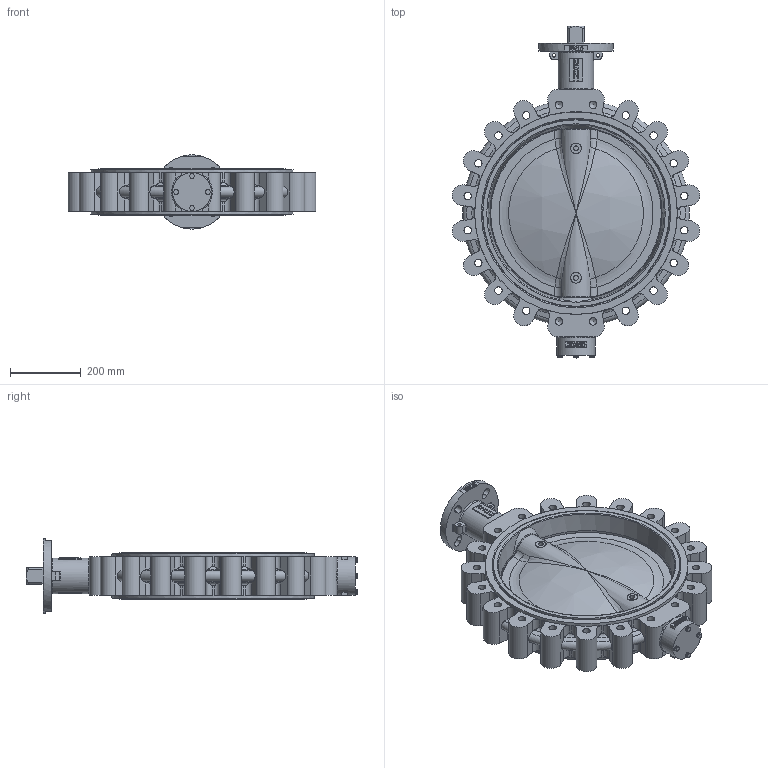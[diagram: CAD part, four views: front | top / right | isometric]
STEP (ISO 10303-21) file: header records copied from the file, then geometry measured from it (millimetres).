
FILE_DESCRIPTION(/* description */ (''),/* implementation_level */ '2;1');
FILE_NAME(/* name */ '6820-DN500-PN10.stp',/* time_stamp */ '2017-05-12T09:33:03+02:00',/* author */ ('nils.martens'),/* organization */ (''),/* preprocessor_version */ 'ST-DEVELOPER v16.5',/* originating_system */ 'Autodesk Inventor 2017',/* authorisation */ '');
FILE_SCHEMA (('AUTOMOTIVE_DESIGN { 1 0 10303 214 3 1 1 }'));
Products named in the file (1): 6820-DN500-PN10
Bounding box: 699.99 x 938.55 x 210 mm (x, y, z)
Volume: 23506106.3 mm3; surface area: 1902924 mm2
Topology: 1 solids, 12 shells, 1135 faces, 3018 edges, 1944 vertices
Faces by surface type: plane 458, cylinder 246, bspline 212, torus 110, cone 103, sphere 6
Full cylindrical faces by diameter (mm): 6.8 x7, 8 x6, 8.4 x2, 8.68 x4, 10 x6, 12.88 x4, 15.37 x2, 21 x24, 60 x4, 67 x1, 100 x1, 108 x1, 110 x2, 210 x1, 527 x2, 530 x2, 573 x2
Entity records: 54766 total; most frequent: CARTESIAN_POINT 27745, ORIENTED_EDGE 5706, DIRECTION 4705, EDGE_CURVE 2851, VERTEX_POINT 1890, AXIS2_PLACEMENT_3D 1760, EDGE_LOOP 1353, LINE 1185
